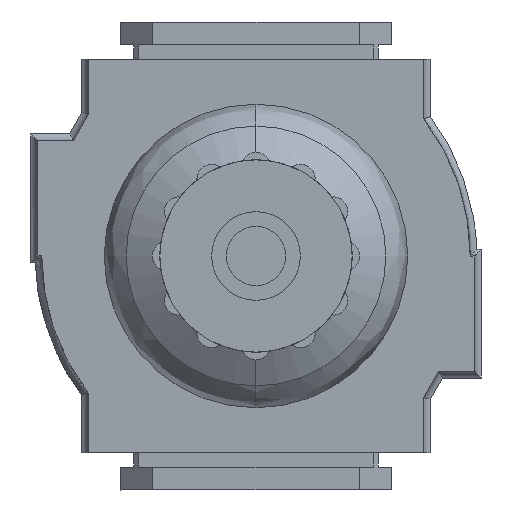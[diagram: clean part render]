
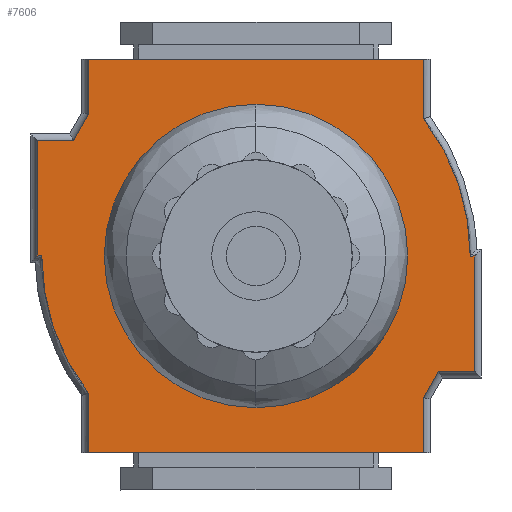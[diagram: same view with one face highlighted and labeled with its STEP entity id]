
A CAD part, front view. The second image highlights one B-rep face of the part: STEP entity #7606.
In plain terms, the highlighted face is planar.
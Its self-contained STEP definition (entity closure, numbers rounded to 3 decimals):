
#2 = ORIENTED_EDGE ( 'NONE', *, *, #8222, .F. ) ;
#101 = DIRECTION ( 'NONE',  ( -1., 0., 0. ) ) ;
#293 = CARTESIAN_POINT ( 'NONE',  ( 18., 30.9, 15.2 ) ) ;
#358 = LINE ( 'NONE', #6387, #9052 ) ;
#367 = LINE ( 'NONE', #5543, #9857 ) ;
#559 = EDGE_CURVE ( 'NONE', #8001, #1291, #5393, .T. ) ;
#689 = EDGE_CURVE ( 'NONE', #1291, #860, #367, .T. ) ;
#693 = CIRCLE ( 'NONE', #9476, 24.2 ) ;
#734 = LINE ( 'NONE', #6210, #1665 ) ;
#815 = VECTOR ( 'NONE', #6538, 1000. ) ;
#856 = CARTESIAN_POINT ( 'NONE',  ( -23.5, 30.9, -12.4 ) ) ;
#860 = VERTEX_POINT ( 'NONE', #4970 ) ;
#869 = CARTESIAN_POINT ( 'NONE',  ( -18., 30.9, 14.731 ) ) ;
#955 = ORIENTED_EDGE ( 'NONE', *, *, #7685, .F. ) ;
#1062 = VERTEX_POINT ( 'NONE', #2613 ) ;
#1214 = ORIENTED_EDGE ( 'NONE', *, *, #9233, .F. ) ;
#1291 = VERTEX_POINT ( 'NONE', #5467 ) ;
#1351 = VECTOR ( 'NONE', #7633, 1000. ) ;
#1665 = VECTOR ( 'NONE', #9228, 1000. ) ;
#1816 = EDGE_CURVE ( 'NONE', #1908, #9423, #358, .T. ) ;
#1906 = ORIENTED_EDGE ( 'NONE', *, *, #5318, .F. ) ;
#1908 = VERTEX_POINT ( 'NONE', #3956 ) ;
#1934 = VERTEX_POINT ( 'NONE', #5009 ) ;
#2072 = VECTOR ( 'NONE', #2121, 1000. ) ;
#2121 = DIRECTION ( 'NONE',  ( 0., 0., 1. ) ) ;
#2191 = VERTEX_POINT ( 'NONE', #293 ) ;
#2247 = CARTESIAN_POINT ( 'NONE',  ( 23.5, 30.9, 12.4 ) ) ;
#2321 = CARTESIAN_POINT ( 'NONE',  ( 18., 30.9, 15.2 ) ) ;
#2330 = CARTESIAN_POINT ( 'NONE',  ( -18., 30.9, -21.125 ) ) ;
#2336 = LINE ( 'NONE', #6123, #1351 ) ;
#2381 = EDGE_CURVE ( 'NONE', #1934, #1062, #6863, .T. ) ;
#2613 = CARTESIAN_POINT ( 'NONE',  ( 18., 30.9, -21.125 ) ) ;
#2625 = ORIENTED_EDGE ( 'NONE', *, *, #2381, .F. ) ;
#2626 = CIRCLE ( 'NONE', #4058, 24.2 ) ;
#2701 = VECTOR ( 'NONE', #5675, 1000. ) ;
#2893 = LINE ( 'NONE', #3674, #9287 ) ;
#2956 = VECTOR ( 'NONE', #9301, 1000. ) ;
#3039 = LINE ( 'NONE', #2321, #2072 ) ;
#3079 = ORIENTED_EDGE ( 'NONE', *, *, #6362, .F. ) ;
#3104 = EDGE_CURVE ( 'NONE', #8289, #6037, #5342, .T. ) ;
#3231 = CARTESIAN_POINT ( 'NONE',  ( 23., 30.9, 0. ) ) ;
#3257 = LINE ( 'NONE', #4139, #5747 ) ;
#3351 = DIRECTION ( 'NONE',  ( 0.496, 0., -0.868 ) ) ;
#3513 = VECTOR ( 'NONE', #9315, 1000. ) ;
#3525 = DIRECTION ( 'NONE',  ( 0., 0., 1. ) ) ;
#3554 = LINE ( 'NONE', #8091, #815 ) ;
#3593 = VERTEX_POINT ( 'NONE', #6763 ) ;
#3674 = CARTESIAN_POINT ( 'NONE',  ( -18., 30.9, -15.2 ) ) ;
#3873 = CARTESIAN_POINT ( 'NONE',  ( -23., 30.9, 0. ) ) ;
#3950 = CARTESIAN_POINT ( 'NONE',  ( 23., 30.9, 0. ) ) ;
#3956 = CARTESIAN_POINT ( 'NONE',  ( -19.6, 30.9, -12.4 ) ) ;
#4001 = DIRECTION ( 'NONE',  ( -1., 0., 0. ) ) ;
#4058 = AXIS2_PLACEMENT_3D ( 'NONE', #6972, #7647, #101 ) ;
#4109 = VECTOR ( 'NONE', #5251, 1000. ) ;
#4114 = DIRECTION ( 'NONE',  ( 0., 0., -1. ) ) ;
#4139 = CARTESIAN_POINT ( 'NONE',  ( 18., 30.9, 21.125 ) ) ;
#4214 = VERTEX_POINT ( 'NONE', #4247 ) ;
#4247 = CARTESIAN_POINT ( 'NONE',  ( 18., 30.9, -14.731 ) ) ;
#4322 = CARTESIAN_POINT ( 'NONE',  ( 0., 30.9, 0. ) ) ;
#4529 = ORIENTED_EDGE ( 'NONE', *, *, #8761, .F. ) ;
#4666 = ORIENTED_EDGE ( 'NONE', *, *, #1816, .F. ) ;
#4749 = LINE ( 'NONE', #5473, #5655 ) ;
#4876 = ORIENTED_EDGE ( 'NONE', *, *, #6220, .F. ) ;
#4970 = CARTESIAN_POINT ( 'NONE',  ( -23.5, 30.9, -12.4 ) ) ;
#5009 = CARTESIAN_POINT ( 'NONE',  ( -18., 30.9, -21.125 ) ) ;
#5138 = CARTESIAN_POINT ( 'NONE',  ( -18., 30.9, -15.2 ) ) ;
#5251 = DIRECTION ( 'NONE',  ( 1., 0., 0. ) ) ;
#5276 = VERTEX_POINT ( 'NONE', #2247 ) ;
#5318 = EDGE_CURVE ( 'NONE', #8257, #8289, #3257, .T. ) ;
#5342 = LINE ( 'NONE', #5394, #2701 ) ;
#5386 = LINE ( 'NONE', #856, #3513 ) ;
#5393 = LINE ( 'NONE', #3873, #7898 ) ;
#5394 = CARTESIAN_POINT ( 'NONE',  ( -18., 30.9, 21.125 ) ) ;
#5467 = CARTESIAN_POINT ( 'NONE',  ( -23.5, 30.9, 0. ) ) ;
#5473 = CARTESIAN_POINT ( 'NONE',  ( 23.5, 30.9, 12.4 ) ) ;
#5523 = DIRECTION ( 'NONE',  ( -1., 0., 0. ) ) ;
#5543 = CARTESIAN_POINT ( 'NONE',  ( -23.5, 30.9, 0. ) ) ;
#5655 = VECTOR ( 'NONE', #5523, 1000. ) ;
#5675 = DIRECTION ( 'NONE',  ( 0., 0., -1. ) ) ;
#5747 = VECTOR ( 'NONE', #4001, 1000. ) ;
#5837 = ORIENTED_EDGE ( 'NONE', *, *, #559, .F. ) ;
#5849 = FACE_OUTER_BOUND ( 'NONE', #6075, .T. ) ;
#5856 = EDGE_CURVE ( 'NONE', #2191, #8257, #3039, .T. ) ;
#6037 = VERTEX_POINT ( 'NONE', #869 ) ;
#6075 = EDGE_LOOP ( 'NONE', ( #8484, #2, #1214, #2625, #955, #4666, #4876, #7738, #5837, #4529, #7210, #1906, #6505, #8750, #6692, #3079 ) ) ;
#6123 = CARTESIAN_POINT ( 'NONE',  ( 18., 30.9, -21.125 ) ) ;
#6179 = LINE ( 'NONE', #3950, #2956 ) ;
#6210 = CARTESIAN_POINT ( 'NONE',  ( 19.6, 30.9, 12.4 ) ) ;
#6220 = EDGE_CURVE ( 'NONE', #860, #1908, #5386, .T. ) ;
#6362 = EDGE_CURVE ( 'NONE', #7693, #5276, #3554, .T. ) ;
#6387 = CARTESIAN_POINT ( 'NONE',  ( -19.6, 30.9, -12.4 ) ) ;
#6505 = ORIENTED_EDGE ( 'NONE', *, *, #5856, .F. ) ;
#6538 = DIRECTION ( 'NONE',  ( 0., 0., 1. ) ) ;
#6636 = VERTEX_POINT ( 'NONE', #3231 ) ;
#6692 = ORIENTED_EDGE ( 'NONE', *, *, #7857, .F. ) ;
#6758 = CARTESIAN_POINT ( 'NONE',  ( 23.5, 30.9, 0. ) ) ;
#6763 = CARTESIAN_POINT ( 'NONE',  ( 19.6, 30.9, 12.4 ) ) ;
#6863 = LINE ( 'NONE', #2330, #4109 ) ;
#6914 = CARTESIAN_POINT ( 'NONE',  ( -1.2, 30.9, 0. ) ) ;
#6957 = CARTESIAN_POINT ( 'NONE',  ( 18., 30.9, 21.125 ) ) ;
#6972 = CARTESIAN_POINT ( 'NONE',  ( 1.2, 30.9, 0. ) ) ;
#7085 = AXIS2_PLACEMENT_3D ( 'NONE', #4322, #7186, #3525 ) ;
#7186 = DIRECTION ( 'NONE',  ( 0., 1., 0. ) ) ;
#7210 = ORIENTED_EDGE ( 'NONE', *, *, #3104, .F. ) ;
#7606 = ADVANCED_FACE ( 'NONE', ( #5849 ), #8060, .T. ) ;
#7633 = DIRECTION ( 'NONE',  ( 0., 0., 1. ) ) ;
#7647 = DIRECTION ( 'NONE',  ( 0., -1., 0. ) ) ;
#7685 = EDGE_CURVE ( 'NONE', #9423, #1934, #2893, .T. ) ;
#7693 = VERTEX_POINT ( 'NONE', #6758 ) ;
#7707 = DIRECTION ( 'NONE',  ( -1., 0., 0. ) ) ;
#7738 = ORIENTED_EDGE ( 'NONE', *, *, #689, .F. ) ;
#7857 = EDGE_CURVE ( 'NONE', #5276, #3593, #4749, .T. ) ;
#7898 = VECTOR ( 'NONE', #7707, 1000. ) ;
#8001 = VERTEX_POINT ( 'NONE', #8737 ) ;
#8060 = PLANE ( 'NONE',  #7085 ) ;
#8091 = CARTESIAN_POINT ( 'NONE',  ( 23.5, 30.9, 0. ) ) ;
#8222 = EDGE_CURVE ( 'NONE', #4214, #6636, #693, .T. ) ;
#8257 = VERTEX_POINT ( 'NONE', #6957 ) ;
#8289 = VERTEX_POINT ( 'NONE', #9541 ) ;
#8333 = DIRECTION ( 'NONE',  ( 0., -1., 0. ) ) ;
#8484 = ORIENTED_EDGE ( 'NONE', *, *, #8837, .F. ) ;
#8532 = DIRECTION ( 'NONE',  ( 1., 0., 0. ) ) ;
#8737 = CARTESIAN_POINT ( 'NONE',  ( -23., 30.9, 0. ) ) ;
#8750 = ORIENTED_EDGE ( 'NONE', *, *, #9526, .F. ) ;
#8761 = EDGE_CURVE ( 'NONE', #6037, #8001, #2626, .T. ) ;
#8837 = EDGE_CURVE ( 'NONE', #6636, #7693, #6179, .T. ) ;
#9032 = DIRECTION ( 'NONE',  ( 0., 0., -1. ) ) ;
#9052 = VECTOR ( 'NONE', #3351, 1000. ) ;
#9228 = DIRECTION ( 'NONE',  ( -0.496, 0., 0.868 ) ) ;
#9233 = EDGE_CURVE ( 'NONE', #1062, #4214, #2336, .T. ) ;
#9287 = VECTOR ( 'NONE', #9032, 1000. ) ;
#9301 = DIRECTION ( 'NONE',  ( 1., 0., 0. ) ) ;
#9315 = DIRECTION ( 'NONE',  ( 1., 0., 0. ) ) ;
#9423 = VERTEX_POINT ( 'NONE', #5138 ) ;
#9476 = AXIS2_PLACEMENT_3D ( 'NONE', #6914, #8333, #8532 ) ;
#9526 = EDGE_CURVE ( 'NONE', #3593, #2191, #734, .T. ) ;
#9541 = CARTESIAN_POINT ( 'NONE',  ( -18., 30.9, 21.125 ) ) ;
#9857 = VECTOR ( 'NONE', #4114, 1000. ) ;
